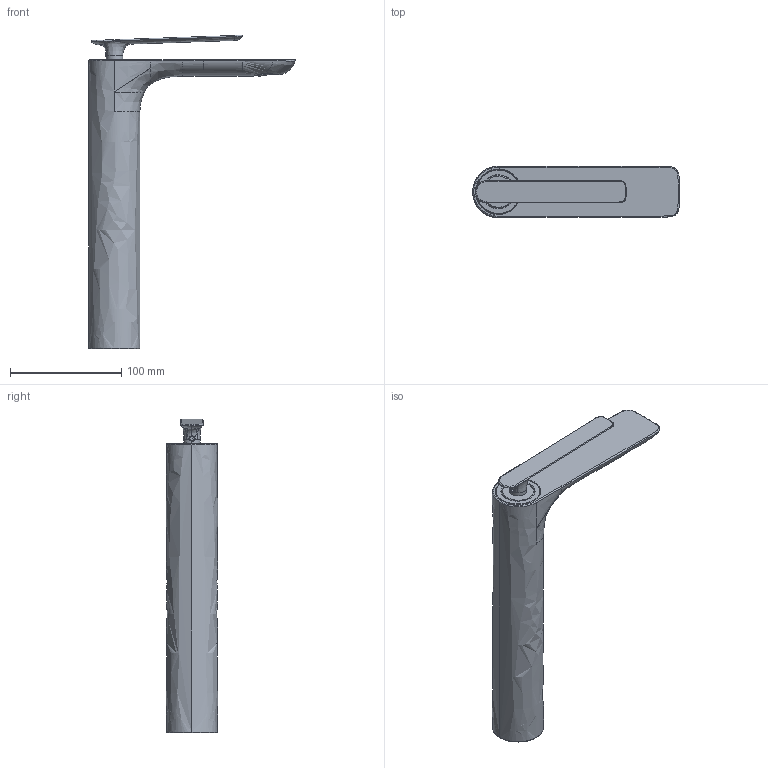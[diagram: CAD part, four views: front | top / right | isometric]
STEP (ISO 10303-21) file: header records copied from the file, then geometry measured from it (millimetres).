
FILE_DESCRIPTION(/* description */ (''),/* implementation_level */ '2;1');
FILE_NAME(/* name */ 'MELAAL~1',/* time_stamp */ '2015-05-22T15:06:08+02:00',/* author */ (''),/* organization */ (''),/* preprocessor_version */ 'ST-DEVELOPER v15',/* originating_system */ '',/* authorisation */ '');
FILE_SCHEMA (('AUTOMOTIVE_DESIGN'));
Length unit declared in the file: millimetre
Products named in the file (1): Document
Bounding box: 185.67 x 46.07 x 281.82 mm (x, y, z)
Volume: 16733 mm3; surface area: 77078.2 mm2
Topology: 7 solids, 101 shells, 1469 faces, 4746 edges, 3292 vertices
Faces by surface type: bspline 877, plane 592
Entity records: 82546 total; most frequent: CARTESIAN_POINT 53898, ORIENTED_EDGE 8966, EDGE_CURVE 4728, B_SPLINE_CURVE_WITH_KNOTS 3687, VERTEX_POINT 3292, EDGE_LOOP 2165, ADVANCED_FACE 1469, FACE_OUTER_BOUND 1469
